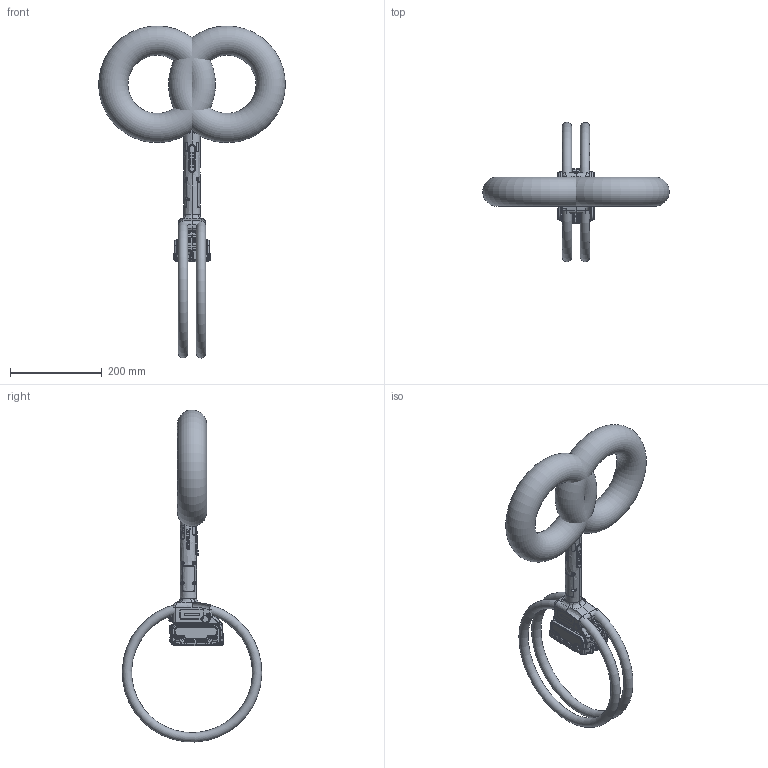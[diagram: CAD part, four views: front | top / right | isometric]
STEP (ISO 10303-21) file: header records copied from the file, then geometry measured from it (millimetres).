
FILE_DESCRIPTION((''),'2;1');
FILE_NAME('B12LA13','2017-05-04T',('TAS0721'),(''),'PRO/ENGINEER BY PARAMETRIC TECHNOLOGY CORPORATION, 2010430','PRO/ENGINEER BY PARAMETRIC TECHNOLOGY CORPORATION, 2010430','');
FILE_SCHEMA(('CONFIG_CONTROL_DESIGN'));
Products named in the file (1): B12LA13
Bounding box: 406.54 x 303.99 x 723.63 mm (x, y, z)
Topology: 0 solids, 0 shells, 1160 faces, 7120 edges, 7054 vertices
Faces by surface type: bspline 1085, torus 44, sphere 31
Entity records: 223757 total; most frequent: CARTESIAN_POINT 167378, DIRECTION 7199, DEFINITIONAL_REPRESENTATION 7023, PCURVE 7023, COMPOSITE_CURVE_SEGMENT 7023, B_SPLINE_CURVE_WITH_KNOTS 6267, TRIMMED_CURVE 6069, VECTOR 5083
